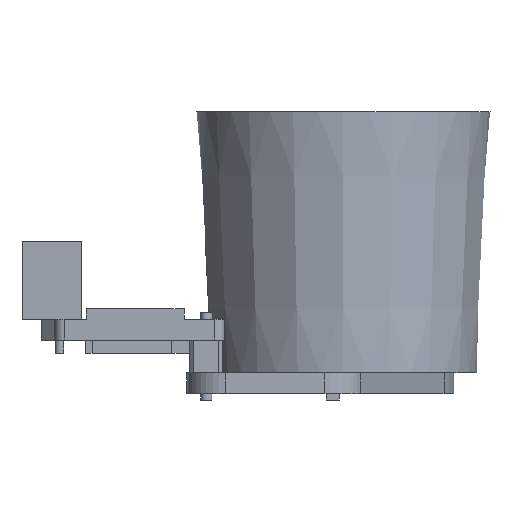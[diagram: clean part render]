
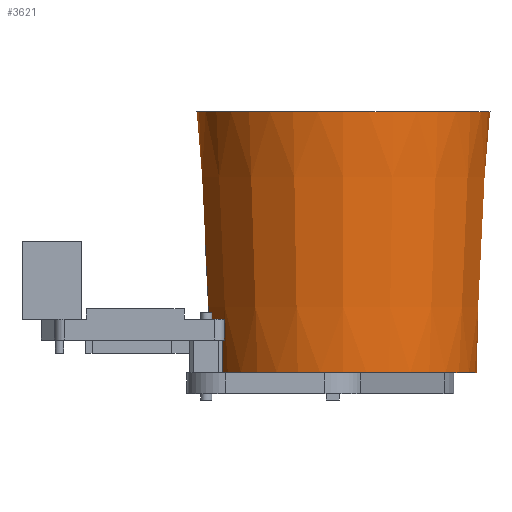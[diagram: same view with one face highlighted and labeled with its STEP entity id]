
A CAD part, left-side view. The second image highlights one B-rep face of the part: STEP entity #3621.
In plain terms, the highlighted conical face has half-angle 2.862 degrees and reference radius 10.75 mm.
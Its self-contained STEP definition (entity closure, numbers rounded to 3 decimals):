
#13=CONICAL_SURFACE('',#3934,10.75,0.05);
#305=CIRCLE('',#3935,11.25);
#306=CIRCLE('',#3936,10.25);
#478=FACE_OUTER_BOUND('',#719,.T.);
#719=EDGE_LOOP('',(#3311,#3312,#3313,#3314));
#1100=LINE('',#5918,#1479);
#1479=VECTOR('',#4905,10.75);
#1812=VERTEX_POINT('',#5915);
#1813=VERTEX_POINT('',#5917);
#2312=EDGE_CURVE('',#1812,#1812,#305,.T.);
#2313=EDGE_CURVE('',#1812,#1813,#1100,.T.);
#2314=EDGE_CURVE('',#1813,#1813,#306,.T.);
#3311=ORIENTED_EDGE('',*,*,#2312,.F.);
#3312=ORIENTED_EDGE('',*,*,#2313,.T.);
#3313=ORIENTED_EDGE('',*,*,#2314,.T.);
#3314=ORIENTED_EDGE('',*,*,#2313,.F.);
#3621=ADVANCED_FACE('',(#478),#13,.T.);
#3934=AXIS2_PLACEMENT_3D('',#5914,#4901,#4902);
#3935=AXIS2_PLACEMENT_3D('',#5916,#4903,#4904);
#3936=AXIS2_PLACEMENT_3D('',#5919,#4906,#4907);
#4901=DIRECTION('center_axis',(0.,0.,1.));
#4902=DIRECTION('ref_axis',(1.,0.,0.));
#4903=DIRECTION('center_axis',(0.,0.,1.));
#4904=DIRECTION('ref_axis',(-1.,0.,0.));
#4905=DIRECTION('',(0.05,0.,-0.999));
#4906=DIRECTION('center_axis',(0.,0.,1.));
#4907=DIRECTION('ref_axis',(1.,0.,0.));
#5914=CARTESIAN_POINT('Origin',(0.,-16.22,7.5));
#5915=CARTESIAN_POINT('',(-11.25,-16.22,17.5));
#5916=CARTESIAN_POINT('Origin',(0.,-16.22,17.5));
#5917=CARTESIAN_POINT('',(-10.25,-16.22,-2.5));
#5918=CARTESIAN_POINT('',(-10.75,-16.22,7.5));
#5919=CARTESIAN_POINT('Origin',(0.,-16.22,-2.5));
